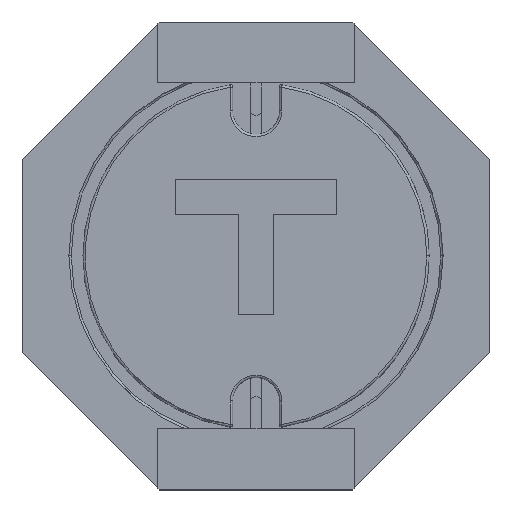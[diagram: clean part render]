
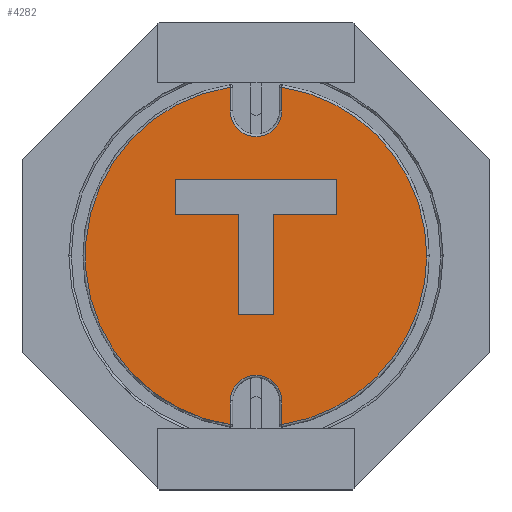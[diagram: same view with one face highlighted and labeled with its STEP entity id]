
A CAD part, top view. The second image highlights one B-rep face of the part: STEP entity #4282.
In plain terms, the highlighted planar face has unit normal (0, 0, 1).
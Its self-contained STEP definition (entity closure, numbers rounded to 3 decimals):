
#36 = ORIENTED_EDGE ( 'NONE', *, *, #1953, .T. ) ;
#44 = VERTEX_POINT ( 'NONE', #3142 ) ;
#201 = CARTESIAN_POINT ( 'NONE',  ( -1.725, 1.625, 1.5 ) ) ;
#309 = ORIENTED_EDGE ( 'NONE', *, *, #2371, .T. ) ;
#329 = ORIENTED_EDGE ( 'NONE', *, *, #1073, .F. ) ;
#372 = AXIS2_PLACEMENT_3D ( 'NONE', #984, #3844, #1662 ) ;
#387 = DIRECTION ( 'NONE',  ( 0., 0., -1. ) ) ;
#403 = LINE ( 'NONE', #3405, #1728 ) ;
#446 = DIRECTION ( 'NONE',  ( 0., 1., 0. ) ) ;
#469 = CARTESIAN_POINT ( 'NONE',  ( -0.375, -1.25, 1.5 ) ) ;
#478 = ORIENTED_EDGE ( 'NONE', *, *, #1905, .T. ) ;
#494 = ORIENTED_EDGE ( 'NONE', *, *, #3108, .T. ) ;
#509 = CARTESIAN_POINT ( 'NONE',  ( -1.725, 0., 1.5 ) ) ;
#558 = EDGE_CURVE ( 'NONE', #3640, #2341, #1080, .T. ) ;
#573 = CARTESIAN_POINT ( 'NONE',  ( -0.55, -3.608, 1.5 ) ) ;
#627 = EDGE_CURVE ( 'NONE', #1414, #1346, #4459, .T. ) ;
#662 = VERTEX_POINT ( 'NONE', #469 ) ;
#713 = ORIENTED_EDGE ( 'NONE', *, *, #3782, .F. ) ;
#719 = CARTESIAN_POINT ( 'NONE',  ( -0.375, 0.875, 1.5 ) ) ;
#722 = EDGE_CURVE ( 'NONE', #736, #3466, #998, .T. ) ;
#736 = VERTEX_POINT ( 'NONE', #1857 ) ;
#741 = VECTOR ( 'NONE', #3698, 1000. ) ;
#775 = LINE ( 'NONE', #3445, #4554 ) ;
#811 = CARTESIAN_POINT ( 'NONE',  ( 0., -3.1, 1.5 ) ) ;
#822 = DIRECTION ( 'NONE',  ( 1., 0., 0. ) ) ;
#922 = VECTOR ( 'NONE', #3199, 1000. ) ;
#950 = AXIS2_PLACEMENT_3D ( 'NONE', #1202, #3328, #822 ) ;
#952 = ORIENTED_EDGE ( 'NONE', *, *, #1317, .T. ) ;
#964 = EDGE_LOOP ( 'NONE', ( #1706, #2228, #713, #494, #329, #3181, #309, #3857 ) ) ;
#984 = CARTESIAN_POINT ( 'NONE',  ( 0., 0., 1.5 ) ) ;
#986 = EDGE_CURVE ( 'NONE', #3466, #3160, #1572, .T. ) ;
#994 = CIRCLE ( 'NONE', #2138, 0.55 ) ;
#998 = LINE ( 'NONE', #4399, #1232 ) ;
#1068 = FACE_OUTER_BOUND ( 'NONE', #4385, .T. ) ;
#1073 = EDGE_CURVE ( 'NONE', #1629, #1833, #4490, .T. ) ;
#1080 = LINE ( 'NONE', #1882, #741 ) ;
#1117 = CARTESIAN_POINT ( 'NONE',  ( 1.725, 0.875, 1.5 ) ) ;
#1188 = CARTESIAN_POINT ( 'NONE',  ( 0.375, -1.25, 1.5 ) ) ;
#1192 = CARTESIAN_POINT ( 'NONE',  ( -0.55, 3.608, 1.5 ) ) ;
#1202 = CARTESIAN_POINT ( 'NONE',  ( 0., 0., 1.5 ) ) ;
#1209 = EDGE_CURVE ( 'NONE', #1346, #736, #4433, .T. ) ;
#1211 = LINE ( 'NONE', #509, #3886 ) ;
#1232 = VECTOR ( 'NONE', #1491, 1000. ) ;
#1240 = CARTESIAN_POINT ( 'NONE',  ( 0.55, 3.608, 1.5 ) ) ;
#1317 = EDGE_CURVE ( 'NONE', #3111, #2508, #994, .T. ) ;
#1344 = VERTEX_POINT ( 'NONE', #1188 ) ;
#1346 = VERTEX_POINT ( 'NONE', #4095 ) ;
#1362 = CARTESIAN_POINT ( 'NONE',  ( 0., -1.25, 1.5 ) ) ;
#1385 = CARTESIAN_POINT ( 'NONE',  ( 0.375, 0., 1.5 ) ) ;
#1401 = ORIENTED_EDGE ( 'NONE', *, *, #627, .T. ) ;
#1414 = VERTEX_POINT ( 'NONE', #1240 ) ;
#1478 = ORIENTED_EDGE ( 'NONE', *, *, #1209, .T. ) ;
#1489 = CARTESIAN_POINT ( 'NONE',  ( 0., 1.625, 1.5 ) ) ;
#1491 = DIRECTION ( 'NONE',  ( 0., 1., 0. ) ) ;
#1508 = LINE ( 'NONE', #4105, #2376 ) ;
#1544 = DIRECTION ( 'NONE',  ( 1., 0., 0. ) ) ;
#1572 = CIRCLE ( 'NONE', #4360, 3.65 ) ;
#1629 = VERTEX_POINT ( 'NONE', #3516 ) ;
#1638 = DIRECTION ( 'NONE',  ( 0., 1., 0. ) ) ;
#1662 = DIRECTION ( 'NONE',  ( 1., 0., 0. ) ) ;
#1706 = ORIENTED_EDGE ( 'NONE', *, *, #558, .F. ) ;
#1709 = CARTESIAN_POINT ( 'NONE',  ( 0., 0.875, 1.5 ) ) ;
#1728 = VECTOR ( 'NONE', #446, 1000. ) ;
#1833 = VERTEX_POINT ( 'NONE', #719 ) ;
#1857 = CARTESIAN_POINT ( 'NONE',  ( -0.55, 3.1, 1.5 ) ) ;
#1870 = ORIENTED_EDGE ( 'NONE', *, *, #4758, .T. ) ;
#1882 = CARTESIAN_POINT ( 'NONE',  ( 0., 0.875, 1.5 ) ) ;
#1887 = EDGE_CURVE ( 'NONE', #2341, #4678, #1508, .T. ) ;
#1905 = EDGE_CURVE ( 'NONE', #3641, #44, #4212, .T. ) ;
#1953 = EDGE_CURVE ( 'NONE', #3160, #3111, #775, .T. ) ;
#1954 = DIRECTION ( 'NONE',  ( 0., 1., 0. ) ) ;
#2005 = LINE ( 'NONE', #1362, #922 ) ;
#2024 = CARTESIAN_POINT ( 'NONE',  ( 0.55, -3.608, 1.5 ) ) ;
#2028 = EDGE_CURVE ( 'NONE', #2508, #3641, #3051, .T. ) ;
#2109 = VERTEX_POINT ( 'NONE', #201 ) ;
#2138 = AXIS2_PLACEMENT_3D ( 'NONE', #811, #387, #1544 ) ;
#2150 = VECTOR ( 'NONE', #3538, 1000. ) ;
#2202 = DIRECTION ( 'NONE',  ( 0., 0., 1. ) ) ;
#2228 = ORIENTED_EDGE ( 'NONE', *, *, #2291, .F. ) ;
#2242 = CARTESIAN_POINT ( 'NONE',  ( 0., 0., 1.5 ) ) ;
#2271 = VECTOR ( 'NONE', #3464, 1000. ) ;
#2291 = EDGE_CURVE ( 'NONE', #1344, #3640, #3040, .T. ) ;
#2298 = DIRECTION ( 'NONE',  ( 0., 1., 0. ) ) ;
#2325 = VECTOR ( 'NONE', #4038, 1000. ) ;
#2341 = VERTEX_POINT ( 'NONE', #1117 ) ;
#2371 = EDGE_CURVE ( 'NONE', #2109, #4678, #3965, .T. ) ;
#2376 = VECTOR ( 'NONE', #2298, 1000. ) ;
#2408 = DIRECTION ( 'NONE',  ( 0., 0., 1. ) ) ;
#2508 = VERTEX_POINT ( 'NONE', #3771 ) ;
#2560 = DIRECTION ( 'NONE',  ( 0., 0., -1. ) ) ;
#2656 = ORIENTED_EDGE ( 'NONE', *, *, #986, .T. ) ;
#2688 = CARTESIAN_POINT ( 'NONE',  ( 0.55, 3.1, 1.5 ) ) ;
#2736 = CARTESIAN_POINT ( 'NONE',  ( 0.375, 0.875, 1.5 ) ) ;
#3016 = AXIS2_PLACEMENT_3D ( 'NONE', #2242, #2202, #4388 ) ;
#3040 = LINE ( 'NONE', #1385, #4484 ) ;
#3051 = LINE ( 'NONE', #4179, #2271 ) ;
#3108 = EDGE_CURVE ( 'NONE', #662, #1833, #403, .T. ) ;
#3111 = VERTEX_POINT ( 'NONE', #3371 ) ;
#3142 = CARTESIAN_POINT ( 'NONE',  ( 3.65, 0., 1.5 ) ) ;
#3160 = VERTEX_POINT ( 'NONE', #573 ) ;
#3181 = ORIENTED_EDGE ( 'NONE', *, *, #4522, .T. ) ;
#3188 = AXIS2_PLACEMENT_3D ( 'NONE', #4033, #2560, #4408 ) ;
#3199 = DIRECTION ( 'NONE',  ( 1., 0., 0. ) ) ;
#3328 = DIRECTION ( 'NONE',  ( 0., 0., 1. ) ) ;
#3371 = CARTESIAN_POINT ( 'NONE',  ( -0.55, -3.1, 1.5 ) ) ;
#3405 = CARTESIAN_POINT ( 'NONE',  ( -0.375, 0., 1.5 ) ) ;
#3445 = CARTESIAN_POINT ( 'NONE',  ( -0.55, -3.1, 1.5 ) ) ;
#3464 = DIRECTION ( 'NONE',  ( 0., -1., 0. ) ) ;
#3466 = VERTEX_POINT ( 'NONE', #1192 ) ;
#3469 = FACE_BOUND ( 'NONE', #964, .T. ) ;
#3516 = CARTESIAN_POINT ( 'NONE',  ( -1.725, 0.875, 1.5 ) ) ;
#3538 = DIRECTION ( 'NONE',  ( 1., 0., 0. ) ) ;
#3640 = VERTEX_POINT ( 'NONE', #2736 ) ;
#3641 = VERTEX_POINT ( 'NONE', #2024 ) ;
#3698 = DIRECTION ( 'NONE',  ( 1., 0., 0. ) ) ;
#3757 = ORIENTED_EDGE ( 'NONE', *, *, #2028, .T. ) ;
#3771 = CARTESIAN_POINT ( 'NONE',  ( 0.55, -3.1, 1.5 ) ) ;
#3782 = EDGE_CURVE ( 'NONE', #662, #1344, #2005, .T. ) ;
#3829 = CARTESIAN_POINT ( 'NONE',  ( 0., 0., 1.5 ) ) ;
#3844 = DIRECTION ( 'NONE',  ( 0., 0., 1. ) ) ;
#3857 = ORIENTED_EDGE ( 'NONE', *, *, #1887, .F. ) ;
#3886 = VECTOR ( 'NONE', #1638, 1000. ) ;
#3941 = CARTESIAN_POINT ( 'NONE',  ( 1.725, 1.625, 1.5 ) ) ;
#3965 = LINE ( 'NONE', #1489, #2325 ) ;
#4033 = CARTESIAN_POINT ( 'NONE',  ( 0., 3.1, 1.5 ) ) ;
#4038 = DIRECTION ( 'NONE',  ( 1., 0., 0. ) ) ;
#4095 = CARTESIAN_POINT ( 'NONE',  ( 0.55, 3.1, 1.5 ) ) ;
#4105 = CARTESIAN_POINT ( 'NONE',  ( 1.725, 0., 1.5 ) ) ;
#4179 = CARTESIAN_POINT ( 'NONE',  ( 0.55, -3.666, 1.5 ) ) ;
#4205 = DIRECTION ( 'NONE',  ( 1., 0., 0. ) ) ;
#4212 = CIRCLE ( 'NONE', #950, 3.65 ) ;
#4234 = VECTOR ( 'NONE', #4512, 1000. ) ;
#4253 = PLANE ( 'NONE',  #372 ) ;
#4282 = ADVANCED_FACE ( 'NONE', ( #3469, #1068 ), #4253, .T. ) ;
#4336 = DIRECTION ( 'NONE',  ( 0., 1., 0. ) ) ;
#4357 = CIRCLE ( 'NONE', #3016, 3.65 ) ;
#4360 = AXIS2_PLACEMENT_3D ( 'NONE', #3829, #2408, #4205 ) ;
#4385 = EDGE_LOOP ( 'NONE', ( #3757, #478, #1870, #1401, #1478, #4569, #2656, #36, #952 ) ) ;
#4388 = DIRECTION ( 'NONE',  ( 1., 0., 0. ) ) ;
#4399 = CARTESIAN_POINT ( 'NONE',  ( -0.55, 3.666, 1.5 ) ) ;
#4408 = DIRECTION ( 'NONE',  ( 1., 0., 0. ) ) ;
#4433 = CIRCLE ( 'NONE', #3188, 0.55 ) ;
#4459 = LINE ( 'NONE', #2688, #4234 ) ;
#4484 = VECTOR ( 'NONE', #4336, 1000. ) ;
#4490 = LINE ( 'NONE', #1709, #2150 ) ;
#4512 = DIRECTION ( 'NONE',  ( 0., -1., 0. ) ) ;
#4522 = EDGE_CURVE ( 'NONE', #1629, #2109, #1211, .T. ) ;
#4554 = VECTOR ( 'NONE', #1954, 1000. ) ;
#4569 = ORIENTED_EDGE ( 'NONE', *, *, #722, .T. ) ;
#4678 = VERTEX_POINT ( 'NONE', #3941 ) ;
#4758 = EDGE_CURVE ( 'NONE', #44, #1414, #4357, .T. ) ;
